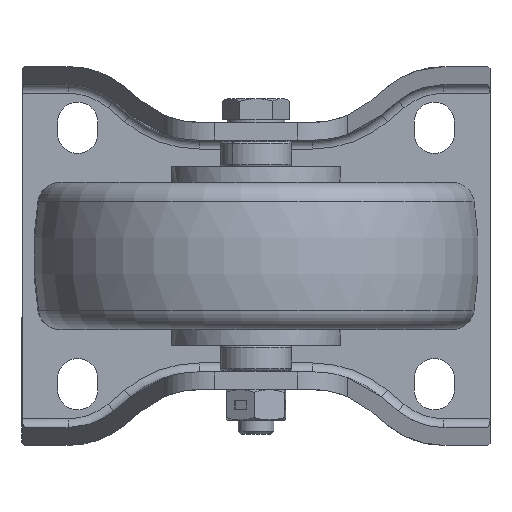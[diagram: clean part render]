
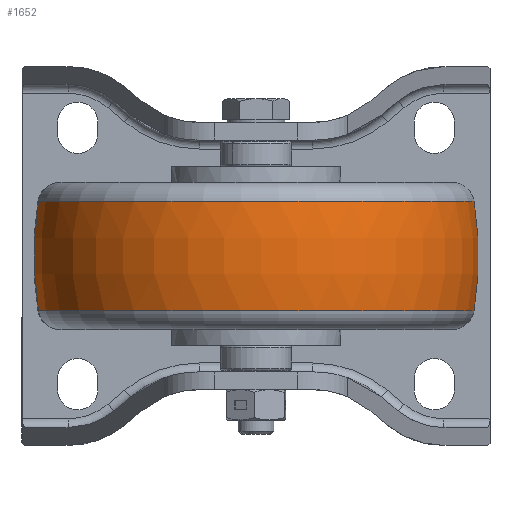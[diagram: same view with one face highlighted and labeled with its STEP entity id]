
A CAD part, front view. The second image highlights one B-rep face of the part: STEP entity #1652.
In plain terms, the highlighted toroidal (fillet/blend) face has major radius 30 mm and minor radius 80 mm.
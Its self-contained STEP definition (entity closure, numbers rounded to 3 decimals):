
#113 = ORIENTED_EDGE ( 'NONE', *, *, #11015, .F. ) ;
#350 = VERTEX_POINT ( 'NONE', #527 ) ;
#527 = CARTESIAN_POINT ( 'NONE',  ( -48.789, -83.11, -12.255 ) ) ;
#662 = DIRECTION ( 'NONE',  ( 0., 0., 1. ) ) ;
#957 = ORIENTED_EDGE ( 'NONE', *, *, #11151, .T. ) ;
#1454 = CIRCLE ( 'NONE', #8013, 49.056 ) ;
#1652 = ADVANCED_FACE ( 'NONE', ( #10846 ), #9509, .T. ) ;
#2792 = VERTEX_POINT ( 'NONE', #3179 ) ;
#3179 = CARTESIAN_POINT ( 'NONE',  ( 48.789, -72.89, 12.255 ) ) ;
#3323 = CARTESIAN_POINT ( 'NONE',  ( 0., -78., -12.255 ) ) ;
#3777 = DIRECTION ( 'NONE',  ( -0.104, 0.995, 0. ) ) ;
#3806 = VERTEX_POINT ( 'NONE', #11699 ) ;
#4238 = EDGE_CURVE ( 'NONE', #350, #3806, #10528, .T. ) ;
#4595 = DIRECTION ( 'NONE',  ( 0.995, 0.104, 0. ) ) ;
#5620 = DIRECTION ( 'NONE',  ( 0., 0., 1. ) ) ;
#6439 = ORIENTED_EDGE ( 'NONE', *, *, #9642, .F. ) ;
#7405 = DIRECTION ( 'NONE',  ( -0.995, -0.104, 0. ) ) ;
#7709 = VERTEX_POINT ( 'NONE', #10188 ) ;
#7770 = EDGE_LOOP ( 'NONE', ( #113, #10688, #957, #6439 ) ) ;
#8013 = AXIS2_PLACEMENT_3D ( 'NONE', #13701, #12387, #13541 ) ;
#8038 = CIRCLE ( 'NONE', #13203, 80. ) ;
#8072 = CARTESIAN_POINT ( 'NONE',  ( 0., -78., 0. ) ) ;
#8399 = AXIS2_PLACEMENT_3D ( 'NONE', #3323, #5620, #4595 ) ;
#9509 = TOROIDAL_SURFACE ( 'NONE', #10082, -30., 80. ) ;
#9642 = EDGE_CURVE ( 'NONE', #7709, #2792, #1454, .T. ) ;
#9872 = CARTESIAN_POINT ( 'NONE',  ( 29.837, -74.875, 0. ) ) ;
#10082 = AXIS2_PLACEMENT_3D ( 'NONE', #8072, #662, #15268 ) ;
#10188 = CARTESIAN_POINT ( 'NONE',  ( -48.789, -83.11, 12.255 ) ) ;
#10528 = CIRCLE ( 'NONE', #8399, 49.056 ) ;
#10688 = ORIENTED_EDGE ( 'NONE', *, *, #4238, .T. ) ;
#10846 = FACE_OUTER_BOUND ( 'NONE', #7770, .T. ) ;
#10928 = CIRCLE ( 'NONE', #14624, 80. ) ;
#11015 = EDGE_CURVE ( 'NONE', #350, #7709, #8038, .T. ) ;
#11151 = EDGE_CURVE ( 'NONE', #3806, #2792, #10928, .T. ) ;
#11361 = DIRECTION ( 'NONE',  ( 0.104, -0.995, 0. ) ) ;
#11518 = CARTESIAN_POINT ( 'NONE',  ( -29.837, -81.125, 0. ) ) ;
#11699 = CARTESIAN_POINT ( 'NONE',  ( 48.789, -72.89, -12.255 ) ) ;
#12387 = DIRECTION ( 'NONE',  ( 0., 0., 1. ) ) ;
#12809 = DIRECTION ( 'NONE',  ( 0.995, 0.104, 0. ) ) ;
#13203 = AXIS2_PLACEMENT_3D ( 'NONE', #9872, #3777, #7405 ) ;
#13541 = DIRECTION ( 'NONE',  ( 0.995, 0.104, 0. ) ) ;
#13701 = CARTESIAN_POINT ( 'NONE',  ( 0., -78., 12.255 ) ) ;
#14624 = AXIS2_PLACEMENT_3D ( 'NONE', #11518, #11361, #12809 ) ;
#15268 = DIRECTION ( 'NONE',  ( 0.995, 0.104, 0. ) ) ;
